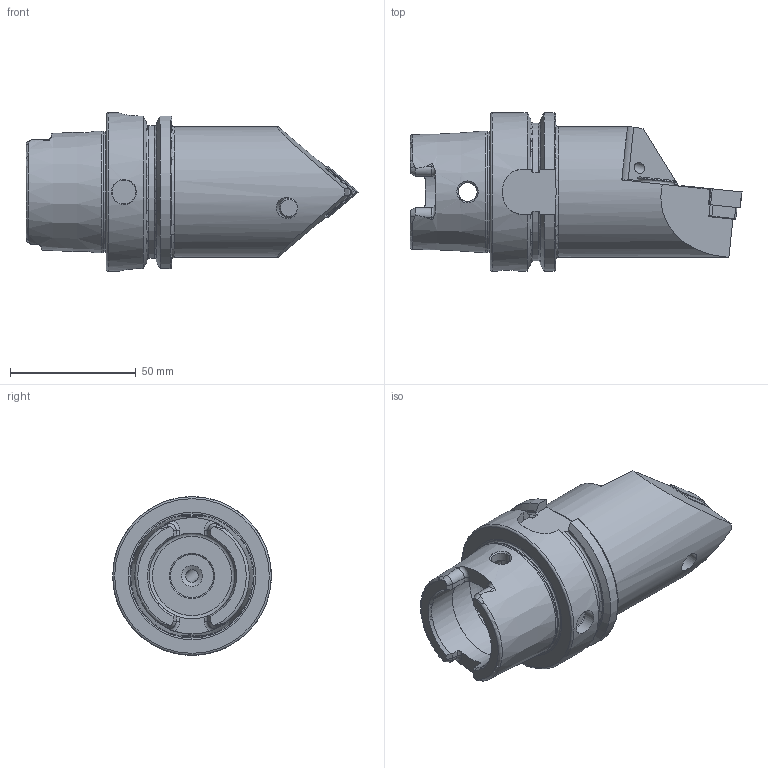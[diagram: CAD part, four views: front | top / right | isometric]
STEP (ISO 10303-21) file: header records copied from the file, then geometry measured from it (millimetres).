
FILE_DESCRIPTION (( 'STEP AP214' ), '1' );
FILE_NAME ('HA6.PCE.NMA.100-HP.STEP', '2020-12-07T10:32:29', ( '' ), ( '' ), 'SwSTEP 2.0', 'SolidWorks 2017', '' );
FILE_SCHEMA (( 'AUTOMOTIVE_DESIGN' ));
Length unit declared in the file: millimetre
Products named in the file (13): CHP-ER1.015.006; DIN 3771 - 13x1; CHP-ER1.015.006_A; WCE-ER4.101.020_A; DIN 7991 - M5x15; WCE-ER1.101.000; HA6.PCE.NMA.100-HP; WCE-ER3.101.000_A; HA6-PCE.NMA.100-HP_B; WCE-ER2.101.004_A; ISO 8752 2x8; CHP-ER1.008.014_A; CNMG160604
Assembly tree (12 placements, depth 3):
  HA6.PCE.NMA.100-HP
    HA6-PCE.NMA.100-HP_B
    ISO 8752 2x8
    CHP-ER1.015.006
      CHP-ER1.015.006_A
      DIN 3771 - 13x1
      DIN 7991 - M5x15
    CHP-ER1.008.014_A
    CNMG160604
    WCE-ER2.101.004_A
    WCE-ER4.101.020_A
    WCE-ER3.101.000_A
    WCE-ER1.101.000
Bounding box: 131.9 x 63 x 63 mm (x, y, z)
Volume: 177596.8 mm3; surface area: 38880.7 mm2
Topology: 11 solids, 11 shells, 379 faces, 951 edges, 593 vertices
Faces by surface type: plane 160, cylinder 87, cone 78, torus 32, bspline 22
Full cylindrical faces by diameter (mm): 2 x1, 2.5 x1, 3 x1, 3.55 x1, 4.2 x3, 5 x3, 5.2 x1, 5.5 x1, 6 x1, 6.35 x1, 6.4 x1, 7 x2, 7.5 x2, 7.9 x2, 8 x2, 8.05 x1, 8.4 x2, 10 x2, 13.4 x1, 15 x4, 17 x1, 19 x1, 34 x2, 40 x1, 47.941 x1, 52 x1, 63 x1
Entity records: 13838 total; most frequent: CARTESIAN_POINT 4616, ORIENTED_EDGE 1628, DIRECTION 1610, EDGE_CURVE 814, AXIS2_PLACEMENT_3D 640, VERTEX_POINT 560, EDGE_LOOP 500, FACE_OUTER_BOUND 434
